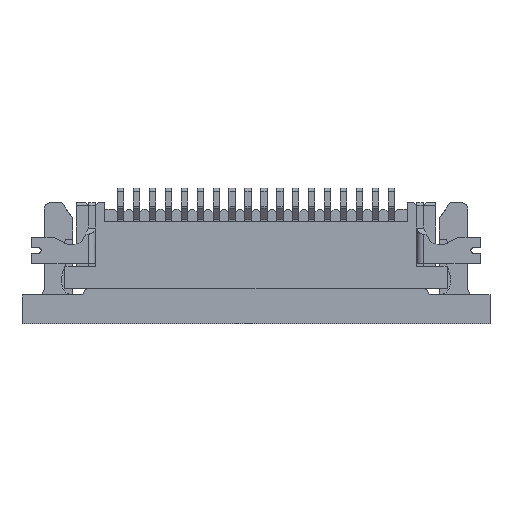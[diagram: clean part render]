
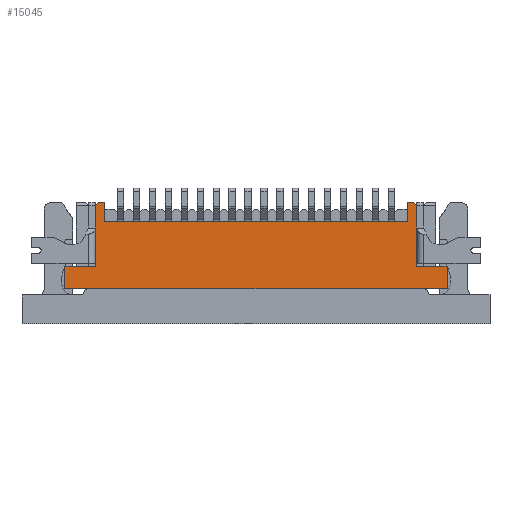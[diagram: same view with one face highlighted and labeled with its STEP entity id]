
A CAD part, top view. The second image highlights one B-rep face of the part: STEP entity #15045.
In plain terms, the highlighted planar face has unit normal (0, 0, 1).
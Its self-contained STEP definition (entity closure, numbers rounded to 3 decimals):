
#790=ORIENTED_EDGE('',*,*,#5354,.T.);
#791=ORIENTED_EDGE('',*,*,#5355,.T.);
#792=ORIENTED_EDGE('',*,*,#5356,.T.);
#793=ORIENTED_EDGE('',*,*,#5357,.T.);
#794=ORIENTED_EDGE('',*,*,#5358,.T.);
#795=ORIENTED_EDGE('',*,*,#5359,.F.);
#796=ORIENTED_EDGE('',*,*,#5360,.F.);
#797=ORIENTED_EDGE('',*,*,#5361,.T.);
#798=ORIENTED_EDGE('',*,*,#5362,.T.);
#799=ORIENTED_EDGE('',*,*,#5363,.T.);
#800=ORIENTED_EDGE('',*,*,#5364,.F.);
#801=ORIENTED_EDGE('',*,*,#5365,.F.);
#802=ORIENTED_EDGE('',*,*,#5366,.T.);
#803=ORIENTED_EDGE('',*,*,#5367,.T.);
#5354=EDGE_CURVE('',#7627,#7628,#9101,.T.);
#5355=EDGE_CURVE('',#7628,#7629,#9102,.T.);
#5356=EDGE_CURVE('',#7629,#7630,#9103,.T.);
#5357=EDGE_CURVE('',#7630,#7631,#9104,.T.);
#5358=EDGE_CURVE('',#7631,#7632,#9105,.T.);
#5359=EDGE_CURVE('',#7633,#7632,#9106,.T.);
#5360=EDGE_CURVE('',#7634,#7633,#9107,.T.);
#5361=EDGE_CURVE('',#7634,#7635,#9108,.T.);
#5362=EDGE_CURVE('',#7635,#7636,#9109,.T.);
#5363=EDGE_CURVE('',#7636,#7637,#9110,.T.);
#5364=EDGE_CURVE('',#7638,#7637,#9111,.T.);
#5365=EDGE_CURVE('',#7639,#7638,#9112,.T.);
#5366=EDGE_CURVE('',#7639,#7640,#9113,.T.);
#5367=EDGE_CURVE('',#7640,#7627,#9114,.T.);
#7627=VERTEX_POINT('',#21410);
#7628=VERTEX_POINT('',#21411);
#7629=VERTEX_POINT('',#21413);
#7630=VERTEX_POINT('',#21415);
#7631=VERTEX_POINT('',#21417);
#7632=VERTEX_POINT('',#21419);
#7633=VERTEX_POINT('',#21421);
#7634=VERTEX_POINT('',#21423);
#7635=VERTEX_POINT('',#21425);
#7636=VERTEX_POINT('',#21427);
#7637=VERTEX_POINT('',#21429);
#7638=VERTEX_POINT('',#21431);
#7639=VERTEX_POINT('',#21433);
#7640=VERTEX_POINT('',#21435);
#9101=LINE('',#21409,#11098);
#9102=LINE('',#21412,#11099);
#9103=LINE('',#21414,#11100);
#9104=LINE('',#21416,#11101);
#9105=LINE('',#21418,#11102);
#9106=LINE('',#21420,#11103);
#9107=LINE('',#21422,#11104);
#9108=LINE('',#21424,#11105);
#9109=LINE('',#21426,#11106);
#9110=LINE('',#21428,#11107);
#9111=LINE('',#21430,#11108);
#9112=LINE('',#21432,#11109);
#9113=LINE('',#21434,#11110);
#9114=LINE('',#21436,#11111);
#11098=VECTOR('',#17206,1000.);
#11099=VECTOR('',#17207,1000.);
#11100=VECTOR('',#17208,1000.);
#11101=VECTOR('',#17209,1000.);
#11102=VECTOR('',#17210,1000.);
#11103=VECTOR('',#17211,1000.);
#11104=VECTOR('',#17212,1000.);
#11105=VECTOR('',#17213,1000.);
#11106=VECTOR('',#17214,1000.);
#11107=VECTOR('',#17215,1000.);
#11108=VECTOR('',#17216,1000.);
#11109=VECTOR('',#17217,1000.);
#11110=VECTOR('',#17218,1000.);
#11111=VECTOR('',#17219,1000.);
#12969=EDGE_LOOP('',(#790,#791,#792,#793,#794,#795,#796,#797,#798,#799,
#800,#801,#802,#803));
#13710=FACE_BOUND('',#12969,.T.);
#14433=PLANE('',#15881);
#15045=ADVANCED_FACE('',(#13710),#14433,.T.);
#15881=AXIS2_PLACEMENT_3D('',#21408,#17204,#17205);
#17204=DIRECTION('',(0.,0.,1.));
#17205=DIRECTION('',(1.,0.,0.));
#17206=DIRECTION('',(0.,-1.,0.));
#17207=DIRECTION('',(-1.,0.,0.));
#17208=DIRECTION('',(0.,1.,0.));
#17209=DIRECTION('',(-1.,0.,0.));
#17210=DIRECTION('',(-0.707,-0.707,0.));
#17211=DIRECTION('',(0.,1.,0.));
#17212=DIRECTION('',(1.,0.,0.));
#17213=DIRECTION('',(0.,-1.,0.));
#17214=DIRECTION('',(1.,0.,0.));
#17215=DIRECTION('',(0.,1.,0.));
#17216=DIRECTION('',(1.,0.,0.));
#17217=DIRECTION('',(0.,-1.,0.));
#17218=DIRECTION('',(-0.707,0.707,0.));
#17219=DIRECTION('',(-1.,0.,0.));
#21408=CARTESIAN_POINT('',(0.,0.,0.6));
#21409=CARTESIAN_POINT('',(4.75,1.35,0.6));
#21410=CARTESIAN_POINT('',(4.75,1.35,0.6));
#21411=CARTESIAN_POINT('',(4.75,0.75,0.6));
#21412=CARTESIAN_POINT('',(-4.15,0.75,0.6));
#21413=CARTESIAN_POINT('',(-4.75,0.75,0.6));
#21414=CARTESIAN_POINT('',(-4.75,1.15,0.6));
#21415=CARTESIAN_POINT('',(-4.75,1.35,0.6));
#21416=CARTESIAN_POINT('',(6.,1.35,0.6));
#21417=CARTESIAN_POINT('',(-4.95,1.35,0.6));
#21418=CARTESIAN_POINT('',(-3.15,3.15,0.6));
#21419=CARTESIAN_POINT('',(-5.05,1.25,0.6));
#21420=CARTESIAN_POINT('',(-5.05,-0.65,0.6));
#21421=CARTESIAN_POINT('',(-5.05,-0.65,0.6));
#21422=CARTESIAN_POINT('',(-6.,-0.65,0.6));
#21423=CARTESIAN_POINT('',(-6.,-0.65,0.6));
#21424=CARTESIAN_POINT('',(-6.,1.35,0.6));
#21425=CARTESIAN_POINT('',(-6.,-1.35,0.6));
#21426=CARTESIAN_POINT('',(-6.,-1.35,0.6));
#21427=CARTESIAN_POINT('',(6.,-1.35,0.6));
#21428=CARTESIAN_POINT('',(6.,-1.35,0.6));
#21429=CARTESIAN_POINT('',(6.,-0.65,0.6));
#21430=CARTESIAN_POINT('',(5.65,-0.65,0.6));
#21431=CARTESIAN_POINT('',(5.05,-0.65,0.6));
#21432=CARTESIAN_POINT('',(5.05,1.35,0.6));
#21433=CARTESIAN_POINT('',(5.05,1.25,0.6));
#21434=CARTESIAN_POINT('',(3.15,3.15,0.6));
#21435=CARTESIAN_POINT('',(4.95,1.35,0.6));
#21436=CARTESIAN_POINT('',(6.,1.35,0.6));
